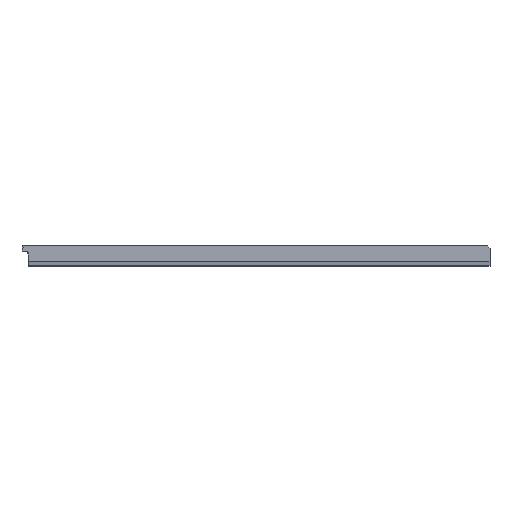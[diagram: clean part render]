
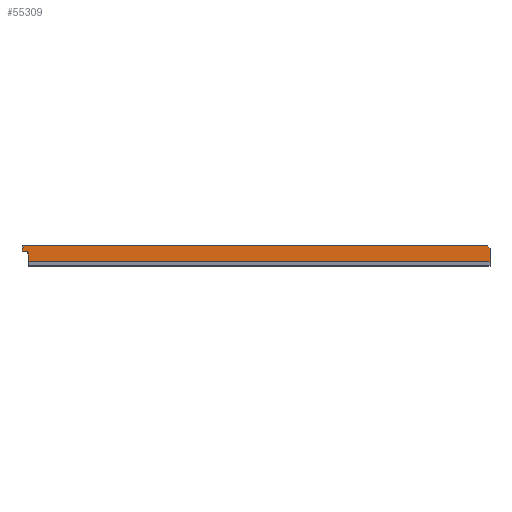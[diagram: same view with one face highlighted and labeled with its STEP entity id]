
A CAD part, top view. The second image highlights one B-rep face of the part: STEP entity #55309.
In plain terms, the highlighted planar face has unit normal (0, 0, 1).
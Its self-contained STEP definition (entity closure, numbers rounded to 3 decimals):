
#37=DIRECTION('',(0.,1.,0.));
#38=VECTOR('',#37,0.7);
#39=CARTESIAN_POINT('',(0.,-1.3,38.));
#40=LINE('',#39,#38);
#385=DIRECTION('',(0.,1.,0.));
#386=VECTOR('',#385,3.4);
#387=CARTESIAN_POINT('',(119.2,-4.,38.));
#388=LINE('',#387,#386);
#425=DIRECTION('',(1.,0.,0.));
#426=VECTOR('',#425,118.);
#427=CARTESIAN_POINT('',(0.6,0.,38.));
#428=LINE('',#427,#426);
#3154=DIRECTION('',(-1.,0.,0.));
#3155=VECTOR('',#3154,117.518);
#3156=CARTESIAN_POINT('',(119.2,-4.,38.));
#3157=LINE('',#3156,#3155);
#3158=DIRECTION('',(-0.067,0.998,0.));
#3159=VECTOR('',#3158,2.239);
#3160=CARTESIAN_POINT('',(1.682,-4.,38.));
#3161=LINE('',#3160,#3159);
#3162=CARTESIAN_POINT('',(1.033,-1.8,38.));
#3163=DIRECTION('',(0.,0.,1.));
#3164=DIRECTION('',(0.998,0.067,0.));
#3165=AXIS2_PLACEMENT_3D('',#3162,#3163,#3164);
#3167=DIRECTION('',(1.,0.,0.));
#3168=VECTOR('',#3167,1.033);
#3169=CARTESIAN_POINT('',(0.,-1.3,38.));
#3170=LINE('',#3169,#3168);
#3171=DIRECTION('',(-0.707,-0.707,0.));
#3172=VECTOR('',#3171,0.849);
#3173=CARTESIAN_POINT('',(0.6,0.,38.));
#3174=LINE('',#3173,#3172);
#3175=DIRECTION('',(-0.707,0.707,0.));
#3176=VECTOR('',#3175,0.849);
#3177=CARTESIAN_POINT('',(119.2,-0.6,38.));
#3178=LINE('',#3177,#3176);
#41754=CARTESIAN_POINT('',(0.,-1.3,38.));
#41756=VERTEX_POINT('',#41754);
#41793=CARTESIAN_POINT('',(1.532,-1.766,38.));
#41794=CARTESIAN_POINT('',(1.033,-1.3,38.));
#41795=VERTEX_POINT('',#41793);
#41796=VERTEX_POINT('',#41794);
#41841=CARTESIAN_POINT('',(119.2,-0.6,38.));
#41842=CARTESIAN_POINT('',(118.6,0.,38.));
#41843=VERTEX_POINT('',#41841);
#41844=VERTEX_POINT('',#41842);
#41853=CARTESIAN_POINT('',(0.6,0.,38.));
#41854=VERTEX_POINT('',#41853);
#41855=CARTESIAN_POINT('',(0.,-0.6,38.));
#41856=VERTEX_POINT('',#41855);
#41877=CARTESIAN_POINT('',(119.2,-4.,38.));
#41878=CARTESIAN_POINT('',(1.682,-4.,38.));
#41879=VERTEX_POINT('',#41877);
#41880=VERTEX_POINT('',#41878);
#55291=CARTESIAN_POINT('',(0.,-5.,38.));
#55292=DIRECTION('',(0.,0.,1.));
#55293=DIRECTION('',(0.,1.,0.));
#55294=AXIS2_PLACEMENT_3D('',#55291,#55292,#55293);
#55295=PLANE('',#55294);
#55297=ORIENTED_EDGE('',*,*,#55296,.T.);
#55298=ORIENTED_EDGE('',*,*,#53554,.T.);
#55299=ORIENTED_EDGE('',*,*,#53728,.T.);
#55300=ORIENTED_EDGE('',*,*,#53413,.F.);
#55301=ORIENTED_EDGE('',*,*,#53388,.T.);
#55303=ORIENTED_EDGE('',*,*,#55302,.F.);
#55304=ORIENTED_EDGE('',*,*,#53894,.T.);
#55305=ORIENTED_EDGE('',*,*,#55283,.F.);
#55306=ORIENTED_EDGE('',*,*,#53850,.F.);
#55307=EDGE_LOOP('',(#55297,#55298,#55299,#55300,#55301,#55303,#55304,#55305,
#55306));
#55308=FACE_OUTER_BOUND('',#55307,.F.);
#55309=ADVANCED_FACE('',(#55308),#55295,.T.);
#3166=CIRCLE('',#3165,0.5);
#53388=EDGE_CURVE('',#41756,#41856,#40,.T.);
#53413=EDGE_CURVE('',#41756,#41796,#3170,.T.);
#53554=EDGE_CURVE('',#41880,#41795,#3161,.T.);
#53728=EDGE_CURVE('',#41795,#41796,#3166,.T.);
#53850=EDGE_CURVE('',#41879,#41843,#388,.T.);
#53894=EDGE_CURVE('',#41854,#41844,#428,.T.);
#55283=EDGE_CURVE('',#41843,#41844,#3178,.T.);
#55296=EDGE_CURVE('',#41879,#41880,#3157,.T.);
#55302=EDGE_CURVE('',#41854,#41856,#3174,.T.);
